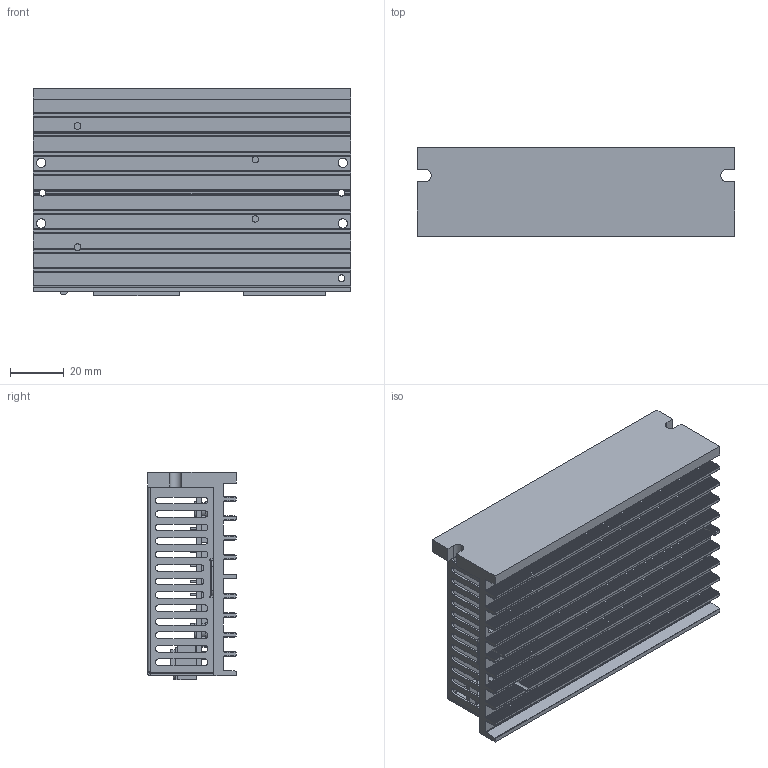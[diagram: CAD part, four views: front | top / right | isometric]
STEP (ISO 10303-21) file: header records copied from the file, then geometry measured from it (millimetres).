
FILE_DESCRIPTION (( 'STEP AP203' ), '1' );
FILE_NAME ('SR4-SR8.STEP', '2010-09-14T01:28:14', ( 'User' ), ( 'Microsoft' ), 'SwSTEP 2.0', 'SolidWorks 2009', '' );
FILE_SCHEMA (( 'CONFIG_CONTROL_DESIGN' ));
Length unit declared in the file: millimetre
Products named in the file (13): 2EDGR-THT-5.08-06P-14_Default; 623散热底板; 匐陑脣釱; A613俋褲_1; SR4-SR8; A613pcb蚾饜极_1; A613pcb_1; P60THR_Default; Kingbright_L-7104MD_Default; ECE-EPM1081100Z; ST-STP35NF10_Default; SRS4-3-01-RICHICO_Default; 橈埽え_Default
Assembly tree (20 placements, depth 3):
  SR4-SR8
    SRS4-3-01-RICHICO_Default  x2
    A613pcb蚾饜极_1
      Kingbright_L-7104MD_Default
      A613pcb_1
      2EDGR-THT-5.08-06P-14_Default
      ST-STP35NF10_Default  x8
      P60THR_Default
      匐陑脣釱
      ECE-EPM1081100Z
    A613俋褲_1
    623散热底板
    橈埽え_Default
Bounding box: 118 x 33 x 77 mm (x, y, z)
Volume: 87114.2 mm3; surface area: 96279.6 mm2
Topology: 25 solids, 25 shells, 2023 faces, 5570 edges, 3677 vertices
Faces by surface type: plane 1485, cylinder 531, cone 6, sphere 1
Entity records: 55704 total; most frequent: CARTESIAN_POINT 10896, ORIENTED_EDGE 9306, DIRECTION 8576, EDGE_CURVE 4653, VECTOR 3546, LINE 3546, VERTEX_POINT 3080, AXIS2_PLACEMENT_3D 2515
